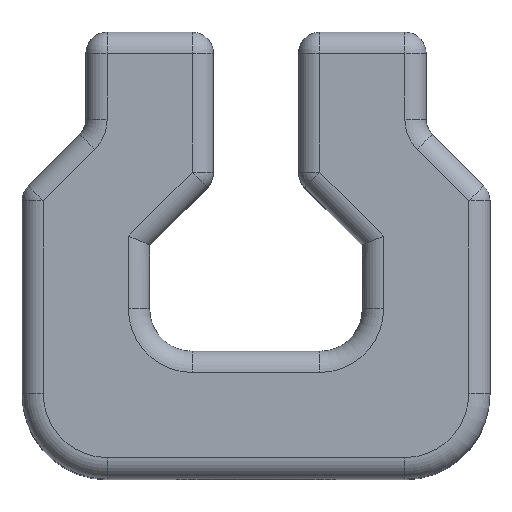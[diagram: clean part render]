
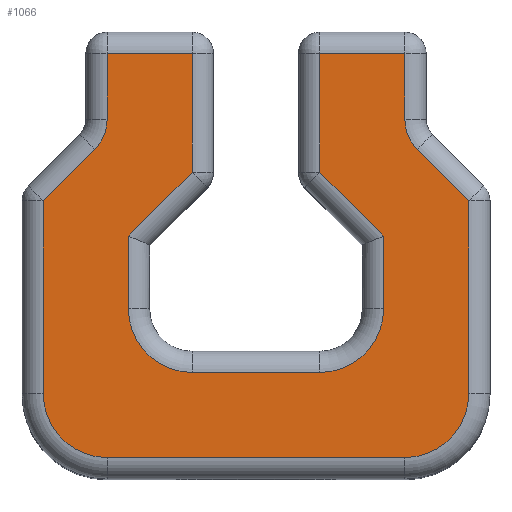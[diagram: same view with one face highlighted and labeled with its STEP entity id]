
A CAD part, top view. The second image highlights one B-rep face of the part: STEP entity #1066.
In plain terms, the highlighted planar face has unit normal (0, 0, 1).
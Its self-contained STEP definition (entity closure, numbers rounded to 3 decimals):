
#78=PLANE('',#1224);
#142=FACE_OUTER_BOUND('',#212,.T.);
#212=EDGE_LOOP('',(#953,#954,#955,#956,#957,#958,#959,#960,#961,#962,#963,
#964,#965,#966,#967,#968,#969,#970,#971,#972,#973,#974));
#235=LINE('',#1669,#317);
#241=LINE('',#1698,#323);
#246=LINE('',#1717,#328);
#250=LINE('',#1741,#332);
#255=LINE('',#1770,#337);
#259=LINE('',#1786,#341);
#261=LINE('',#1789,#343);
#263=LINE('',#1792,#345);
#265=LINE('',#1804,#347);
#267=LINE('',#1813,#349);
#269=LINE('',#1816,#351);
#271=LINE('',#1822,#353);
#273=LINE('',#1832,#355);
#274=LINE('',#1840,#356);
#276=LINE('',#1843,#358);
#278=LINE('',#1846,#360);
#317=VECTOR('',#1315,10.);
#323=VECTOR('',#1347,10.);
#328=VECTOR('',#1366,10.);
#332=VECTOR('',#1390,10.);
#337=VECTOR('',#1423,10.);
#341=VECTOR('',#1441,10.);
#343=VECTOR('',#1445,10.);
#345=VECTOR('',#1449,10.);
#347=VECTOR('',#1463,10.);
#349=VECTOR('',#1475,10.);
#351=VECTOR('',#1479,10.);
#353=VECTOR('',#1485,10.);
#355=VECTOR('',#1499,10.);
#356=VECTOR('',#1510,10.);
#358=VECTOR('',#1514,10.);
#360=VECTOR('',#1518,10.);
#400=CIRCLE('',#1118,2.);
#421=CIRCLE('',#1153,2.);
#437=CIRCLE('',#1183,3.);
#441=CIRCLE('',#1189,3.);
#445=CIRCLE('',#1197,3.);
#449=CIRCLE('',#1203,3.);
#468=VERTEX_POINT('',#1629);
#473=VERTEX_POINT('',#1642);
#475=VERTEX_POINT('',#1646);
#479=VERTEX_POINT('',#1657);
#484=VERTEX_POINT('',#1673);
#489=VERTEX_POINT('',#1686);
#494=VERTEX_POINT('',#1702);
#499=VERTEX_POINT('',#1716);
#501=VERTEX_POINT('',#1721);
#503=VERTEX_POINT('',#1725);
#508=VERTEX_POINT('',#1738);
#509=VERTEX_POINT('',#1740);
#511=VERTEX_POINT('',#1745);
#516=VERTEX_POINT('',#1758);
#521=VERTEX_POINT('',#1774);
#526=VERTEX_POINT('',#1796);
#528=VERTEX_POINT('',#1802);
#530=VERTEX_POINT('',#1808);
#532=VERTEX_POINT('',#1820);
#533=VERTEX_POINT('',#1825);
#534=VERTEX_POINT('',#1830);
#536=VERTEX_POINT('',#1835);
#570=EDGE_CURVE('',#475,#473,#400,.T.);
#580=EDGE_CURVE('',#468,#479,#235,.T.);
#594=EDGE_CURVE('',#479,#489,#241,.T.);
#603=EDGE_CURVE('',#489,#499,#246,.T.);
#608=EDGE_CURVE('',#503,#501,#421,.T.);
#614=EDGE_CURVE('',#508,#509,#250,.T.);
#628=EDGE_CURVE('',#509,#516,#255,.T.);
#636=EDGE_CURVE('',#516,#521,#259,.T.);
#638=EDGE_CURVE('',#521,#511,#261,.T.);
#640=EDGE_CURVE('',#511,#503,#263,.T.);
#643=EDGE_CURVE('',#526,#508,#437,.T.);
#646=EDGE_CURVE('',#528,#526,#265,.T.);
#649=EDGE_CURVE('',#530,#528,#441,.T.);
#651=EDGE_CURVE('',#499,#530,#267,.T.);
#653=EDGE_CURVE('',#501,#494,#269,.T.);
#656=EDGE_CURVE('',#532,#484,#271,.T.);
#659=EDGE_CURVE('',#533,#532,#445,.T.);
#662=EDGE_CURVE('',#534,#533,#273,.T.);
#664=EDGE_CURVE('',#536,#534,#449,.T.);
#666=EDGE_CURVE('',#494,#536,#274,.T.);
#668=EDGE_CURVE('',#484,#475,#276,.T.);
#670=EDGE_CURVE('',#473,#468,#278,.T.);
#953=ORIENTED_EDGE('',*,*,#656,.F.);
#954=ORIENTED_EDGE('',*,*,#659,.F.);
#955=ORIENTED_EDGE('',*,*,#662,.F.);
#956=ORIENTED_EDGE('',*,*,#664,.F.);
#957=ORIENTED_EDGE('',*,*,#666,.F.);
#958=ORIENTED_EDGE('',*,*,#653,.F.);
#959=ORIENTED_EDGE('',*,*,#608,.F.);
#960=ORIENTED_EDGE('',*,*,#640,.F.);
#961=ORIENTED_EDGE('',*,*,#638,.F.);
#962=ORIENTED_EDGE('',*,*,#636,.F.);
#963=ORIENTED_EDGE('',*,*,#628,.F.);
#964=ORIENTED_EDGE('',*,*,#614,.F.);
#965=ORIENTED_EDGE('',*,*,#643,.F.);
#966=ORIENTED_EDGE('',*,*,#646,.F.);
#967=ORIENTED_EDGE('',*,*,#649,.F.);
#968=ORIENTED_EDGE('',*,*,#651,.F.);
#969=ORIENTED_EDGE('',*,*,#603,.F.);
#970=ORIENTED_EDGE('',*,*,#594,.F.);
#971=ORIENTED_EDGE('',*,*,#580,.F.);
#972=ORIENTED_EDGE('',*,*,#670,.F.);
#973=ORIENTED_EDGE('',*,*,#570,.F.);
#974=ORIENTED_EDGE('',*,*,#668,.F.);
#1066=ADVANCED_FACE('',(#142),#78,.T.);
#1118=AXIS2_PLACEMENT_3D('',#1648,#1291,#1292);
#1153=AXIS2_PLACEMENT_3D('',#1727,#1377,#1378);
#1183=AXIS2_PLACEMENT_3D('',#1798,#1455,#1456);
#1189=AXIS2_PLACEMENT_3D('',#1810,#1469,#1470);
#1197=AXIS2_PLACEMENT_3D('',#1827,#1491,#1492);
#1203=AXIS2_PLACEMENT_3D('',#1837,#1504,#1505);
#1224=AXIS2_PLACEMENT_3D('',#1893,#1573,#1574);
#1291=DIRECTION('center_axis',(0.,0.,1.));
#1292=DIRECTION('ref_axis',(0.924,-0.383,0.));
#1315=DIRECTION('',(1.,0.,0.));
#1347=DIRECTION('',(0.,-1.,0.));
#1366=DIRECTION('',(-0.707,-0.707,0.));
#1377=DIRECTION('center_axis',(0.,0.,1.));
#1378=DIRECTION('ref_axis',(-0.924,-0.383,0.));
#1390=DIRECTION('',(0.,1.,0.));
#1423=DIRECTION('',(-0.707,0.707,0.));
#1441=DIRECTION('',(0.,1.,0.));
#1445=DIRECTION('',(1.,0.,0.));
#1449=DIRECTION('',(0.,-1.,0.));
#1455=DIRECTION('center_axis',(0.,0.,1.));
#1456=DIRECTION('ref_axis',(0.707,-0.707,0.));
#1463=DIRECTION('',(1.,0.,0.));
#1469=DIRECTION('center_axis',(0.,0.,1.));
#1470=DIRECTION('ref_axis',(-0.707,-0.707,0.));
#1475=DIRECTION('',(0.,-1.,0.));
#1479=DIRECTION('',(0.707,-0.707,0.));
#1485=DIRECTION('',(0.,1.,0.));
#1491=DIRECTION('center_axis',(0.,0.,-1.));
#1492=DIRECTION('ref_axis',(-0.707,-0.707,0.));
#1499=DIRECTION('',(-1.,0.,0.));
#1504=DIRECTION('center_axis',(0.,0.,-1.));
#1505=DIRECTION('ref_axis',(0.707,-0.707,0.));
#1510=DIRECTION('',(0.,-1.,0.));
#1514=DIRECTION('',(0.707,0.707,0.));
#1518=DIRECTION('',(0.,1.,0.));
#1573=DIRECTION('center_axis',(0.,0.,1.));
#1574=DIRECTION('ref_axis',(1.,0.,0.));
#1629=CARTESIAN_POINT('',(4.,20.,28.));
#1642=CARTESIAN_POINT('',(4.,16.899,28.));
#1646=CARTESIAN_POINT('',(3.414,15.485,28.));
#1648=CARTESIAN_POINT('Origin',(2.,16.899,28.));
#1657=CARTESIAN_POINT('',(8.,20.,28.));
#1669=CARTESIAN_POINT('',(10.,20.,28.));
#1673=CARTESIAN_POINT('',(1.,13.071,28.));
#1686=CARTESIAN_POINT('',(8.,14.414,28.));
#1698=CARTESIAN_POINT('',(8.,12.069,28.));
#1702=CARTESIAN_POINT('',(21.,13.071,28.));
#1716=CARTESIAN_POINT('',(5.,11.414,28.));
#1717=CARTESIAN_POINT('',(6.327,12.741,28.));
#1721=CARTESIAN_POINT('',(18.586,15.485,28.));
#1725=CARTESIAN_POINT('',(18.,16.899,28.));
#1727=CARTESIAN_POINT('Origin',(20.,16.899,28.));
#1738=CARTESIAN_POINT('',(17.,8.,28.));
#1740=CARTESIAN_POINT('',(17.,11.414,28.));
#1741=CARTESIAN_POINT('',(17.,10.569,28.));
#1745=CARTESIAN_POINT('',(18.,20.,28.));
#1758=CARTESIAN_POINT('',(14.,14.414,28.));
#1770=CARTESIAN_POINT('',(14.173,14.241,28.));
#1774=CARTESIAN_POINT('',(14.,20.,28.));
#1786=CARTESIAN_POINT('',(14.,15.569,28.));
#1789=CARTESIAN_POINT('',(15.,20.,28.));
#1792=CARTESIAN_POINT('',(18.,13.311,28.));
#1796=CARTESIAN_POINT('',(14.,5.,28.));
#1798=CARTESIAN_POINT('Origin',(14.,8.,28.));
#1802=CARTESIAN_POINT('',(8.,5.,28.));
#1804=CARTESIAN_POINT('',(13.5,5.,28.));
#1808=CARTESIAN_POINT('',(5.,8.,28.));
#1810=CARTESIAN_POINT('Origin',(8.,8.,28.));
#1813=CARTESIAN_POINT('',(5.,8.069,28.));
#1816=CARTESIAN_POINT('',(19.38,14.691,28.));
#1820=CARTESIAN_POINT('',(1.,4.,28.));
#1822=CARTESIAN_POINT('',(1.,11.811,28.));
#1825=CARTESIAN_POINT('',(4.,1.,28.));
#1827=CARTESIAN_POINT('Origin',(4.,4.,28.));
#1830=CARTESIAN_POINT('',(18.,1.,28.));
#1832=CARTESIAN_POINT('',(5.5,1.,28.));
#1835=CARTESIAN_POINT('',(21.,4.,28.));
#1837=CARTESIAN_POINT('Origin',(18.,4.,28.));
#1840=CARTESIAN_POINT('',(21.,5.069,28.));
#1843=CARTESIAN_POINT('',(4.12,16.191,28.));
#1846=CARTESIAN_POINT('',(4.,15.569,28.));
#1893=CARTESIAN_POINT('Origin',(11.,10.137,28.));
